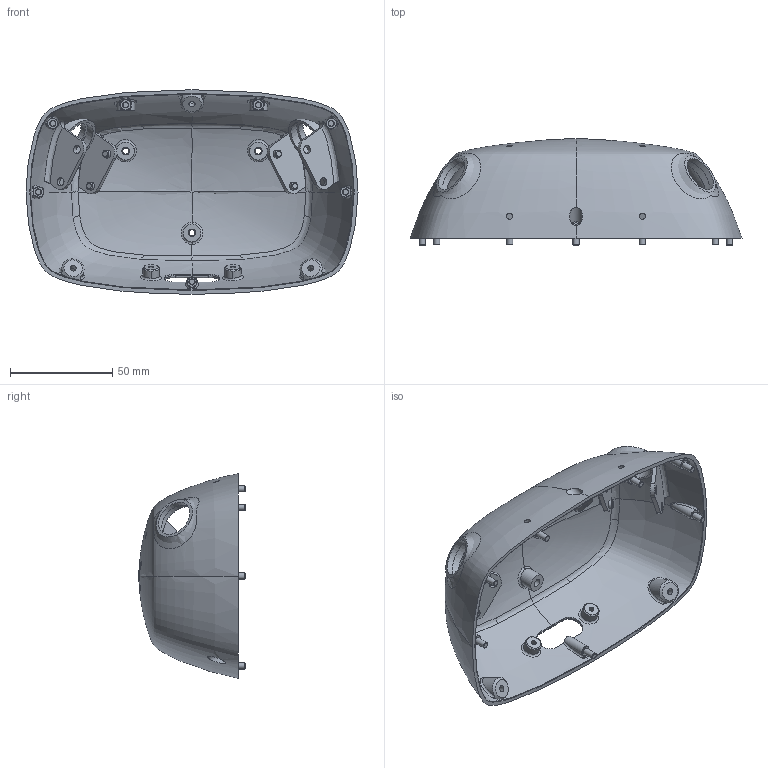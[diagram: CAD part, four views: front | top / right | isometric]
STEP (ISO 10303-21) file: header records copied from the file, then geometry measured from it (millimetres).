
FILE_DESCRIPTION(/* description */ (''),/* implementation_level */ '2;1');
FILE_NAME(/* name */ '5f8671655a79800ed8d5e211',/* time_stamp */ '2020-10-14T03:32:56+00:00',/* author */ (''),/* organization */ (''),/* preprocessor_version */ 'ST-DEVELOPER v16.7',/* originating_system */ $,/* authorisation */ $);
FILE_SCHEMA (('AUTOMOTIVE_DESIGN {1 0 10303 214 3 1 1}'));
Products named in the file (1): back_head
Bounding box: 162.45 x 52 x 100.1 mm (x, y, z)
Volume: 55196.8 mm3; surface area: 57051.8 mm2
Topology: 1 solids, 1 shells, 764 faces, 2034 edges, 1317 vertices
Faces by surface type: bspline 449, plane 227, cylinder 68, cone 20
Full cylindrical faces by diameter (mm): 2.5 x2, 3 x15, 3.7 x3, 3.8 x4, 4 x4, 6.5 x3, 8 x2, 8.7 x3, 18 x2, 20.9 x2, 23.9 x2
Entity records: 42942 total; most frequent: CARTESIAN_POINT 28194, ORIENTED_EDGE 3856, EDGE_CURVE 1928, DIRECTION 1463, VERTEX_POINT 1294, B_SPLINE_CURVE_WITH_KNOTS 1267, EDGE_LOOP 922, FACE_BOUND 922
